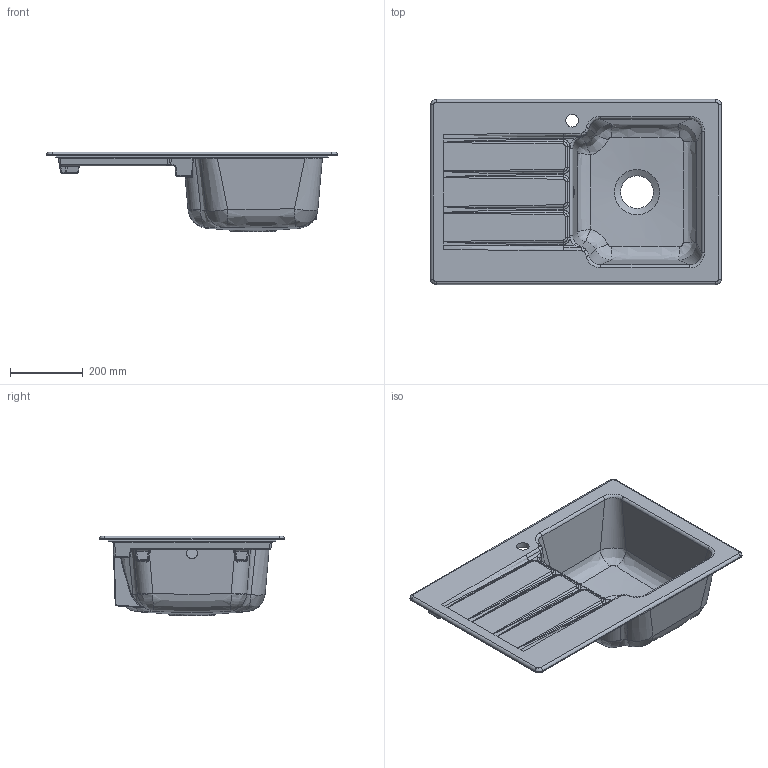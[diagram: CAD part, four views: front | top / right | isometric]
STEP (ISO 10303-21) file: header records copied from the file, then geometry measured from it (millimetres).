
FILE_DESCRIPTION(/* description */ (''),/* implementation_level */ '2;1');
FILE_NAME(/* name */ '334000_334001_334002_334010_334012.stp',/* time_stamp */ '2020-07-07T09:17:03+02:00',/* author */ (''),/* organization */ (''),/* preprocessor_version */ 'ST-DEVELOPER v16.7',/* originating_system */ 'SIEMENS PLM Software NX 1863',/* authorisation */ '');
FILE_SCHEMA (('AUTOMOTIVE_DESIGN { 1 0 10303 214 3 1 1 1 }'));
Length unit declared in the file: millimetre
Products named in the file (1): koeb1898CB1B37ur
Bounding box: 800 x 510 x 220 mm (x, y, z)
Volume: 10155551.4 mm3; surface area: 1334675.7 mm2
Topology: 1 solids, 1 shells, 478 faces, 1130 edges, 626 vertices
Faces by surface type: bspline 227, cylinder 139, plane 66, sphere 30, cone 8, torus 8
Full cylindrical faces by diameter (mm): 31 x1, 35 x1, 90 x1
Entity records: 19353 total; most frequent: CARTESIAN_POINT 9838, ORIENTED_EDGE 2164, DIRECTION 1775, EDGE_CURVE 1082, AXIS2_PLACEMENT_3D 746, VERTEX_POINT 618, EDGE_LOOP 496, ADVANCED_FACE 478
